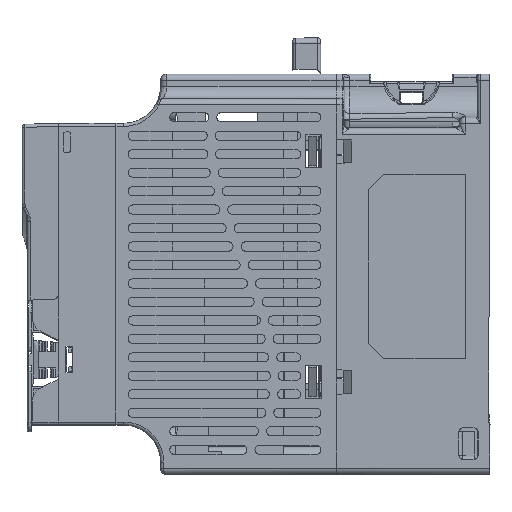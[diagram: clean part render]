
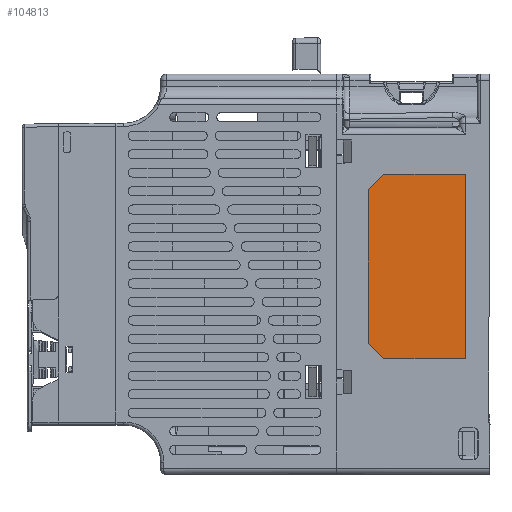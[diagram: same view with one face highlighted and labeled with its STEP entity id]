
A CAD part, left-side view. The second image highlights one B-rep face of the part: STEP entity #104813.
In plain terms, the highlighted planar face has unit normal (-1, 0, 0).
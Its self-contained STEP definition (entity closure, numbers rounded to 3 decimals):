
#10958=CARTESIAN_POINT('',(0.,39.5,-87.5));
#10959=VERTEX_POINT('',#10958);
#10960=CARTESIAN_POINT('',(0.,39.5,-37.5));
#10961=VERTEX_POINT('',#10960);
#10962=CARTESIAN_POINT('',(0.,39.5,-12432.5));
#10963=DIRECTION('',(0.,-0.,1.));
#10964=VECTOR('',#10963,24690.);
#10965=LINE('',#10962,#10964);
#10966=EDGE_CURVE('',#10959,#10961,#10965,.T.);
#10968=CARTESIAN_POINT('',(0.,34.5,-32.5));
#10969=VERTEX_POINT('',#10968);
#10970=CARTESIAN_POINT('',(0.,8768.733,-8766.733));
#10971=DIRECTION('',(0.,-0.707,0.707));
#10972=VECTOR('',#10971,24690.);
#10973=LINE('',#10970,#10972);
#10974=EDGE_CURVE('',#10961,#10969,#10973,.T.);
#10976=CARTESIAN_POINT('',(0.,8.,-32.5));
#10977=VERTEX_POINT('',#10976);
#10978=CARTESIAN_POINT('',(0.,12379.5,-32.5));
#10979=DIRECTION('',(0.,-1.,0.));
#10980=VECTOR('',#10979,24690.);
#10981=LINE('',#10978,#10980);
#10982=EDGE_CURVE('',#10969,#10977,#10981,.T.);
#10984=CARTESIAN_POINT('',(0.,8.,-92.5));
#10985=VERTEX_POINT('',#10984);
#10986=CARTESIAN_POINT('',(0.,8.,12312.5));
#10987=DIRECTION('',(0.,0.,-1.));
#10988=VECTOR('',#10987,24690.);
#10989=LINE('',#10986,#10988);
#10990=EDGE_CURVE('',#10977,#10985,#10989,.T.);
#10992=CARTESIAN_POINT('',(0.,34.5,-92.5));
#10993=VERTEX_POINT('',#10992);
#10994=CARTESIAN_POINT('',(0.,-12337.,-92.5));
#10995=DIRECTION('',(-0.,1.,0.));
#10996=VECTOR('',#10995,24690.);
#10997=LINE('',#10994,#10996);
#10998=EDGE_CURVE('',#10985,#10993,#10997,.T.);
#11000=CARTESIAN_POINT('',(0.,-8694.733,-8821.733));
#11001=DIRECTION('',(-0.,0.707,0.707));
#11002=VECTOR('',#11001,24690.);
#11003=LINE('',#11000,#11002);
#11004=EDGE_CURVE('',#10993,#10959,#11003,.T.);
#104800=CARTESIAN_POINT('',(0.,121.5,-114.));
#104801=DIRECTION('',(-1.,0.,0.));
#104802=DIRECTION('',(0.,0.,1.));
#104803=AXIS2_PLACEMENT_3D('',#104800,#104801,#104802);
#104804=PLANE('',#104803);
#104805=ORIENTED_EDGE('',*,*,#10998,.F.);
#104806=ORIENTED_EDGE('',*,*,#10990,.F.);
#104807=ORIENTED_EDGE('',*,*,#10982,.F.);
#104808=ORIENTED_EDGE('',*,*,#10974,.F.);
#104809=ORIENTED_EDGE('',*,*,#10966,.F.);
#104810=ORIENTED_EDGE('',*,*,#11004,.F.);
#104811=EDGE_LOOP('',(#104805,#104806,#104807,#104808,#104809,#104810));
#104812=FACE_BOUND('',#104811,.T.);
#104813=ADVANCED_FACE('',(#104812),#104804,.T.);
